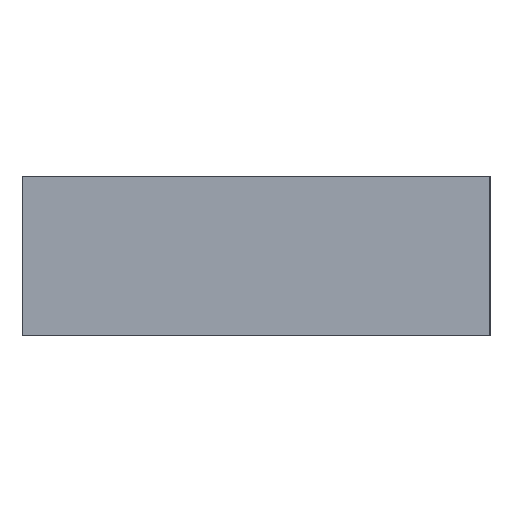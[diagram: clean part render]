
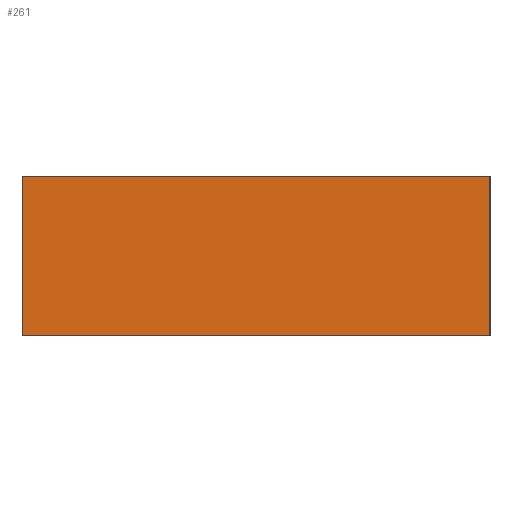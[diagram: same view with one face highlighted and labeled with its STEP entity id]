
A CAD part, left-side view. The second image highlights one B-rep face of the part: STEP entity #261.
In plain terms, the highlighted planar face has unit normal (-1, 0, 0).
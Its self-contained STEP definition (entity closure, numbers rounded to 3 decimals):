
#15=LINE('',#423,#27);
#16=LINE('',#425,#28);
#17=LINE('',#427,#29);
#18=LINE('',#428,#30);
#27=VECTOR('',#357,10.);
#28=VECTOR('',#358,10.);
#29=VECTOR('',#359,10.);
#30=VECTOR('',#360,10.);
#39=PLANE('',#299);
#77=FACE_OUTER_BOUND('',#99,.T.);
#99=EDGE_LOOP('',(#205,#206,#207,#208));
#153=VERTEX_POINT('',#421);
#154=VERTEX_POINT('',#422);
#155=VERTEX_POINT('',#424);
#156=VERTEX_POINT('',#426);
#177=EDGE_CURVE('',#153,#154,#15,.T.);
#178=EDGE_CURVE('',#154,#155,#16,.T.);
#179=EDGE_CURVE('',#156,#155,#17,.T.);
#180=EDGE_CURVE('',#153,#156,#18,.T.);
#205=ORIENTED_EDGE('',*,*,#177,.T.);
#206=ORIENTED_EDGE('',*,*,#178,.T.);
#207=ORIENTED_EDGE('',*,*,#179,.F.);
#208=ORIENTED_EDGE('',*,*,#180,.F.);
#261=ADVANCED_FACE('',(#77),#39,.T.);
#299=AXIS2_PLACEMENT_3D('',#420,#355,#356);
#355=DIRECTION('center_axis',(-1.,0.,0.));
#356=DIRECTION('ref_axis',(0.,-1.,0.));
#357=DIRECTION('',(0.,-1.,0.));
#358=DIRECTION('',(0.,0.,1.));
#359=DIRECTION('',(0.,-1.,0.));
#360=DIRECTION('',(0.,0.,1.));
#420=CARTESIAN_POINT('Origin',(0.,44.,0.));
#421=CARTESIAN_POINT('',(0.,44.,0.));
#422=CARTESIAN_POINT('',(0.,0.,0.));
#423=CARTESIAN_POINT('',(0.,44.,0.));
#424=CARTESIAN_POINT('',(0.,0.,15.));
#425=CARTESIAN_POINT('',(0.,0.,0.));
#426=CARTESIAN_POINT('',(0.,44.,15.));
#427=CARTESIAN_POINT('',(0.,44.,15.));
#428=CARTESIAN_POINT('',(0.,44.,0.));
